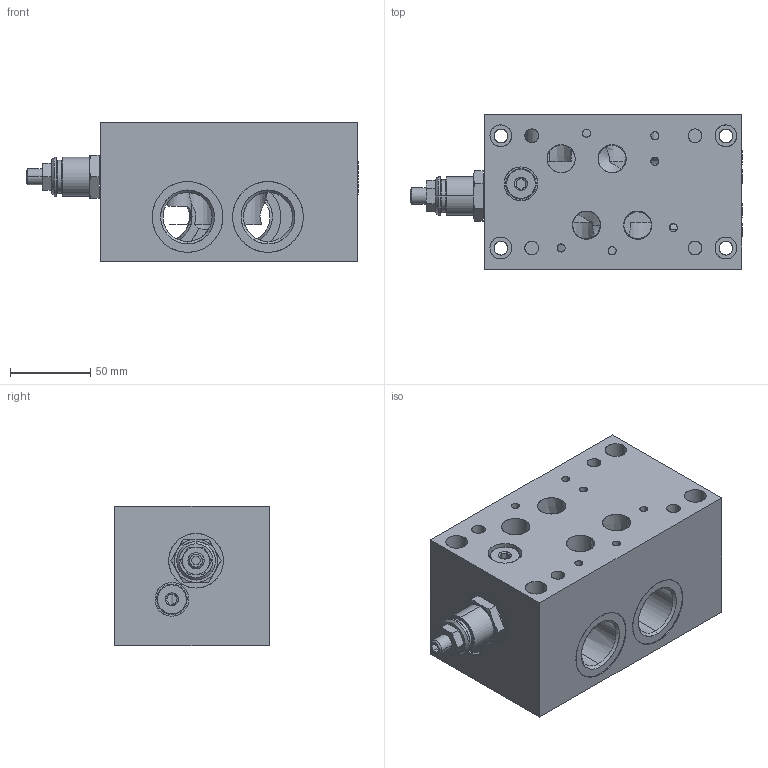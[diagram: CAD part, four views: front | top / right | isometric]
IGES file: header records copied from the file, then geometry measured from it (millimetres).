
Start section: SolidWorks IGES file using analytic representation for surfaces
Global section: file name: BSH715C3001.igs; native system: SolidWorks 2014; preprocessor: SolidWorks 2014; author: serviziopdm; date: 151117.162350; units: millimetre
Bounding box: 206.5 x 96 x 87 mm (x, y, z)
Surface area: 117642.6 mm2 (no closed solid volume)
Topology: 0 solids, 0 shells, 206 faces, 4169 edges, 4169 vertices
Faces by surface type: revolution 140, bspline 66
